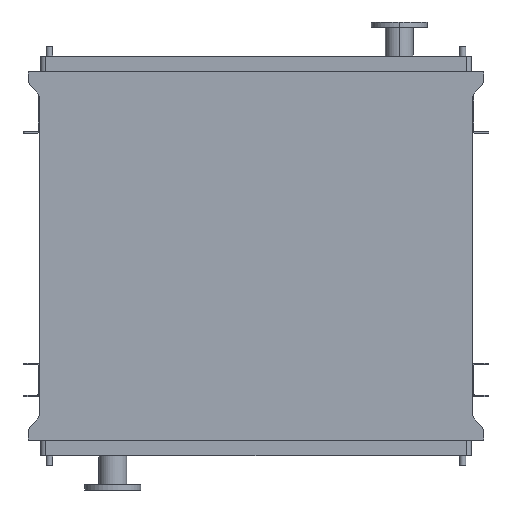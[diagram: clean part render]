
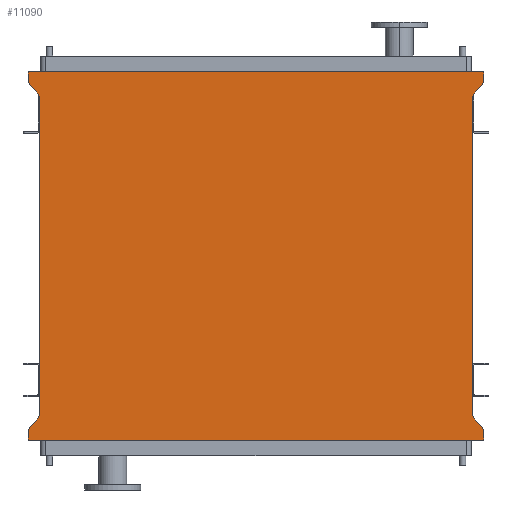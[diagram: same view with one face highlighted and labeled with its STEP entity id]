
A CAD part, front view. The second image highlights one B-rep face of the part: STEP entity #11090.
In plain terms, the highlighted planar face has unit normal (0, -1, 0).
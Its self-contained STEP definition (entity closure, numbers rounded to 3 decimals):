
#166 = CARTESIAN_POINT ( 'NONE',  ( 891., 0., 95. ) ) ;
#176 = ORIENTED_EDGE ( 'NONE', *, *, #10398, .F. ) ;
#263 = CARTESIAN_POINT ( 'NONE',  ( -845., 0., -1250. ) ) ;
#474 = DIRECTION ( 'NONE',  ( 0., 0., 1. ) ) ;
#475 = VECTOR ( 'NONE', #3208, 1000. ) ;
#543 = LINE ( 'NONE', #1530, #10190 ) ;
#699 = VERTEX_POINT ( 'NONE', #5823 ) ;
#1162 = CARTESIAN_POINT ( 'NONE',  ( -891., 0., 95. ) ) ;
#1183 = EDGE_CURVE ( 'NONE', #5990, #6090, #1257, .T. ) ;
#1257 = LINE ( 'NONE', #263, #4160 ) ;
#1530 = CARTESIAN_POINT ( 'NONE',  ( -845., 0., -1250. ) ) ;
#1560 = ORIENTED_EDGE ( 'NONE', *, *, #4763, .F. ) ;
#1625 = VECTOR ( 'NONE', #8514, 1000. ) ;
#1647 = VERTEX_POINT ( 'NONE', #10105 ) ;
#1688 = VERTEX_POINT ( 'NONE', #166 ) ;
#1853 = DIRECTION ( 'NONE',  ( 0., 0., 1. ) ) ;
#1901 = DIRECTION ( 'NONE',  ( 0.655, 0., -0.755 ) ) ;
#2044 = ORIENTED_EDGE ( 'NONE', *, *, #7906, .F. ) ;
#2413 = VERTEX_POINT ( 'NONE', #10128 ) ;
#2524 = ORIENTED_EDGE ( 'NONE', *, *, #6998, .F. ) ;
#2774 = VECTOR ( 'NONE', #1853, 1000. ) ;
#3147 = ORIENTED_EDGE ( 'NONE', *, *, #8035, .F. ) ;
#3208 = DIRECTION ( 'NONE',  ( 0., 0., -1. ) ) ;
#3356 = EDGE_LOOP ( 'NONE', ( #5206, #3147, #12335, #12688, #2524, #1560, #8737, #4173, #2044, #3507, #176, #13034 ) ) ;
#3386 = DIRECTION ( 'NONE',  ( 0., 0., -1. ) ) ;
#3421 = DIRECTION ( 'NONE',  ( 0., 0., 1. ) ) ;
#3428 = CARTESIAN_POINT ( 'NONE',  ( 891., 0., 53. ) ) ;
#3461 = VECTOR ( 'NONE', #1901, 1000. ) ;
#3507 = ORIENTED_EDGE ( 'NONE', *, *, #5464, .F. ) ;
#3809 = DIRECTION ( 'NONE',  ( -1., 0., 0. ) ) ;
#4160 = VECTOR ( 'NONE', #12198, 1000. ) ;
#4173 = ORIENTED_EDGE ( 'NONE', *, *, #1183, .F. ) ;
#4190 = VERTEX_POINT ( 'NONE', #12911 ) ;
#4545 = DIRECTION ( 'NONE',  ( 1., 0., 0. ) ) ;
#4557 = CARTESIAN_POINT ( 'NONE',  ( -891., 0., 53. ) ) ;
#4727 = VERTEX_POINT ( 'NONE', #11329 ) ;
#4733 = EDGE_CURVE ( 'NONE', #6090, #10583, #543, .T. ) ;
#4763 = EDGE_CURVE ( 'NONE', #10583, #4929, #10602, .T. ) ;
#4929 = VERTEX_POINT ( 'NONE', #4557 ) ;
#5184 = EDGE_CURVE ( 'NONE', #8818, #4727, #11736, .T. ) ;
#5206 = ORIENTED_EDGE ( 'NONE', *, *, #5184, .T. ) ;
#5251 = FACE_OUTER_BOUND ( 'NONE', #3356, .T. ) ;
#5439 = CARTESIAN_POINT ( 'NONE',  ( 891., 0., -1345. ) ) ;
#5464 = EDGE_CURVE ( 'NONE', #699, #2413, #13597, .T. ) ;
#5823 = CARTESIAN_POINT ( 'NONE',  ( 891., 0., -1345. ) ) ;
#5990 = VERTEX_POINT ( 'NONE', #10606 ) ;
#6090 = VERTEX_POINT ( 'NONE', #9626 ) ;
#6130 = CARTESIAN_POINT ( 'NONE',  ( -845., 0., 0. ) ) ;
#6648 = CARTESIAN_POINT ( 'NONE',  ( -891., 0., 53. ) ) ;
#6998 = EDGE_CURVE ( 'NONE', #4929, #4190, #14003, .T. ) ;
#7176 = DIRECTION ( 'NONE',  ( 0., 0., 1. ) ) ;
#7317 = CARTESIAN_POINT ( 'NONE',  ( -845., 0., -1250. ) ) ;
#7344 = EDGE_CURVE ( 'NONE', #4190, #1688, #13108, .T. ) ;
#7362 = CARTESIAN_POINT ( 'NONE',  ( -891., 0., -1303. ) ) ;
#7427 = CARTESIAN_POINT ( 'NONE',  ( 891., 0., 53. ) ) ;
#7712 = LINE ( 'NONE', #5439, #475 ) ;
#7906 = EDGE_CURVE ( 'NONE', #2413, #5990, #11434, .T. ) ;
#8010 = VECTOR ( 'NONE', #3421, 1000. ) ;
#8035 = EDGE_CURVE ( 'NONE', #13773, #4727, #8725, .T. ) ;
#8203 = CARTESIAN_POINT ( 'NONE',  ( -845., 0., 0. ) ) ;
#8464 = PLANE ( 'NONE',  #10066 ) ;
#8514 = DIRECTION ( 'NONE',  ( -0.655, 0., -0.755 ) ) ;
#8725 = LINE ( 'NONE', #7427, #1625 ) ;
#8737 = ORIENTED_EDGE ( 'NONE', *, *, #4733, .F. ) ;
#8818 = VERTEX_POINT ( 'NONE', #9801 ) ;
#9476 = DIRECTION ( 'NONE',  ( -0.655, 0., 0.755 ) ) ;
#9626 = CARTESIAN_POINT ( 'NONE',  ( -845., 0., -1250. ) ) ;
#9801 = CARTESIAN_POINT ( 'NONE',  ( 845., 0., -1250. ) ) ;
#10024 = LINE ( 'NONE', #10229, #13885 ) ;
#10066 = AXIS2_PLACEMENT_3D ( 'NONE', #7317, #10586, #12824 ) ;
#10105 = CARTESIAN_POINT ( 'NONE',  ( 891., 0., -1303. ) ) ;
#10128 = CARTESIAN_POINT ( 'NONE',  ( -891., 0., -1345. ) ) ;
#10190 = VECTOR ( 'NONE', #474, 1000. ) ;
#10229 = CARTESIAN_POINT ( 'NONE',  ( 891., 0., 95. ) ) ;
#10398 = EDGE_CURVE ( 'NONE', #1647, #699, #7712, .T. ) ;
#10583 = VERTEX_POINT ( 'NONE', #8203 ) ;
#10586 = DIRECTION ( 'NONE',  ( 0., -1., 0. ) ) ;
#10602 = LINE ( 'NONE', #6130, #13862 ) ;
#10606 = CARTESIAN_POINT ( 'NONE',  ( -891., 0., -1303. ) ) ;
#10974 = VECTOR ( 'NONE', #4545, 1000. ) ;
#11090 = ADVANCED_FACE ( 'NONE', ( #5251 ), #8464, .T. ) ;
#11329 = CARTESIAN_POINT ( 'NONE',  ( 845., 0., 0. ) ) ;
#11409 = EDGE_CURVE ( 'NONE', #8818, #1647, #11481, .T. ) ;
#11434 = LINE ( 'NONE', #7362, #2774 ) ;
#11481 = LINE ( 'NONE', #11700, #3461 ) ;
#11495 = VECTOR ( 'NONE', #7176, 1000. ) ;
#11700 = CARTESIAN_POINT ( 'NONE',  ( 891., 0., -1303. ) ) ;
#11736 = LINE ( 'NONE', #13890, #11495 ) ;
#12198 = DIRECTION ( 'NONE',  ( 0.655, 0., 0.755 ) ) ;
#12335 = ORIENTED_EDGE ( 'NONE', *, *, #13031, .F. ) ;
#12688 = ORIENTED_EDGE ( 'NONE', *, *, #7344, .F. ) ;
#12824 = DIRECTION ( 'NONE',  ( 0., 0., -1. ) ) ;
#12911 = CARTESIAN_POINT ( 'NONE',  ( -891., 0., 95. ) ) ;
#13031 = EDGE_CURVE ( 'NONE', #1688, #13773, #10024, .T. ) ;
#13034 = ORIENTED_EDGE ( 'NONE', *, *, #11409, .F. ) ;
#13108 = LINE ( 'NONE', #1162, #10974 ) ;
#13454 = CARTESIAN_POINT ( 'NONE',  ( -891., 0., -1345. ) ) ;
#13597 = LINE ( 'NONE', #13454, #13675 ) ;
#13675 = VECTOR ( 'NONE', #3809, 1000. ) ;
#13773 = VERTEX_POINT ( 'NONE', #3428 ) ;
#13862 = VECTOR ( 'NONE', #9476, 1000. ) ;
#13885 = VECTOR ( 'NONE', #3386, 1000. ) ;
#13890 = CARTESIAN_POINT ( 'NONE',  ( 845., 0., -1250. ) ) ;
#14003 = LINE ( 'NONE', #6648, #8010 ) ;
